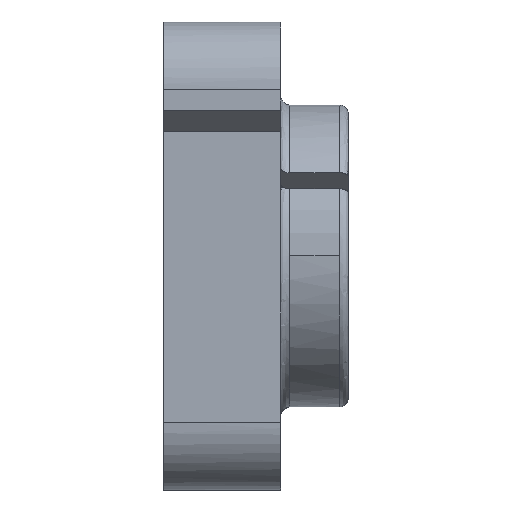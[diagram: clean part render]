
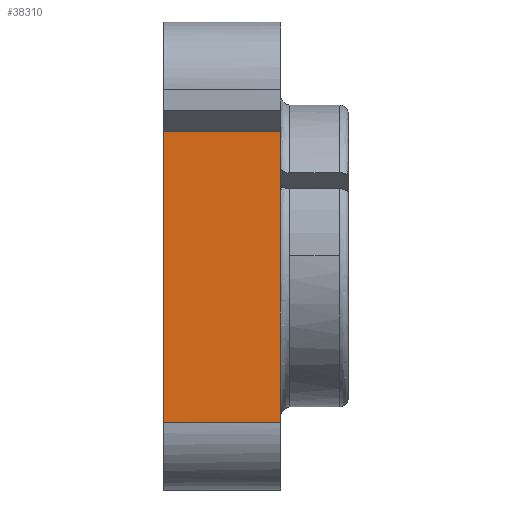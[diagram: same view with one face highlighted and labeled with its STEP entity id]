
A CAD part, front view. The second image highlights one B-rep face of the part: STEP entity #38310.
In plain terms, the highlighted free-form (B-spline) face has degree [1, 1] with [2, 2] control points.
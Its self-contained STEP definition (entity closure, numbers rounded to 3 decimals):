
#37960 = CARTESIAN_POINT ('', (0., -38., -27.));
#37970 = VERTEX_POINT ('', #37960);
#37980 = CARTESIAN_POINT ('', (19., -38., -27.));
#37990 = VERTEX_POINT ('', #37980);
#38000 = CARTESIAN_POINT ('', (0., -38., -27.));
#38010 = CARTESIAN_POINT ('', (19., -38., -27.));
#38020 = B_SPLINE_CURVE_WITH_KNOTS ('', 1, (#38000, #38010), .UNSPECIFIED., .F., .U., (2, 2), (0., 1.), .UNSPECIFIED.);
#38030 = EDGE_CURVE ('', #37970, #37990, #38020, .T.);
#38040 = ORIENTED_EDGE ('', *, *, #38030, .T.);
#38050 = CARTESIAN_POINT ('', (19., -38., 20.207));
#38060 = VERTEX_POINT ('', #38050);
#38070 = CARTESIAN_POINT ('', (19., -38., -27.));
#38080 = CARTESIAN_POINT ('', (19., -38., 20.207));
#38090 = B_SPLINE_CURVE_WITH_KNOTS ('', 1, (#38070, #38080), .UNSPECIFIED., .F., .U., (2, 2), (0., 1.), .UNSPECIFIED.);
#38100 = EDGE_CURVE ('', #37990, #38060, #38090, .T.);
#38110 = ORIENTED_EDGE ('', *, *, #38100, .T.);
#38120 = CARTESIAN_POINT ('', (0., -38., 20.207));
#38130 = VERTEX_POINT ('', #38120);
#38140 = CARTESIAN_POINT ('', (19., -38., 20.207));
#38150 = CARTESIAN_POINT ('', (0., -38., 20.207));
#38160 = B_SPLINE_CURVE_WITH_KNOTS ('', 1, (#38140, #38150), .UNSPECIFIED., .F., .U., (2, 2), (0., 1.), .UNSPECIFIED.);
#38170 = EDGE_CURVE ('', #38060, #38130, #38160, .T.);
#38180 = ORIENTED_EDGE ('', *, *, #38170, .T.);
#38190 = CARTESIAN_POINT ('', (0., -38., 20.207));
#38200 = CARTESIAN_POINT ('', (0., -38., -27.));
#38210 = B_SPLINE_CURVE_WITH_KNOTS ('', 1, (#38190, #38200), .UNSPECIFIED., .F., .U., (2, 2), (0., 1.), .UNSPECIFIED.);
#38220 = EDGE_CURVE ('', #38130, #37970, #38210, .T.);
#38230 = ORIENTED_EDGE ('', *, *, #38220, .T.);
#38240 = EDGE_LOOP ('', (#38040, #38110, #38180, #38230));
#38250 = FACE_OUTER_BOUND ('', #38240, .T.);
#38260 = CARTESIAN_POINT ('', (19., -38., -27.));
#38270 = CARTESIAN_POINT ('', (0., -38., -27.));
#38280 = CARTESIAN_POINT ('', (19., -38., 20.207));
#38290 = CARTESIAN_POINT ('', (0., -38., 20.207));
#38300 = B_SPLINE_SURFACE_WITH_KNOTS ('', 1, 1, ((#38260, #38270), (#38280, #38290)), .UNSPECIFIED., .F., .F., .U., (2, 2), (2, 2), (0., 1.), (0., 1.), .UNSPECIFIED.);
#38310 = ADVANCED_FACE ('', (#38250), #38300, .T.);
